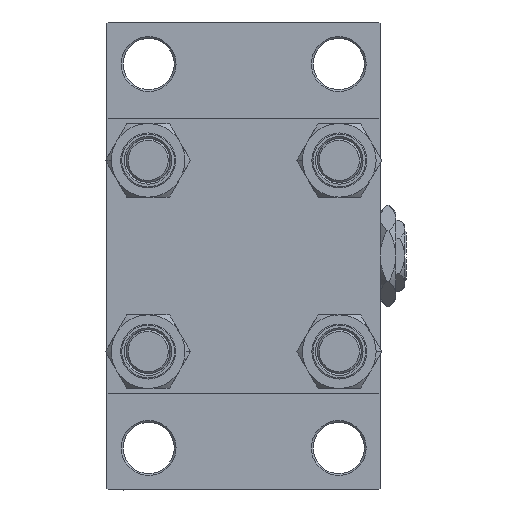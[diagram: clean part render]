
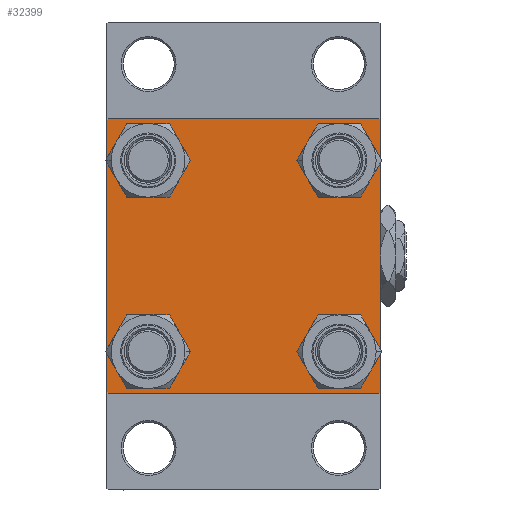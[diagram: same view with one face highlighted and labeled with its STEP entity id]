
A CAD part, left-side view. The second image highlights one B-rep face of the part: STEP entity #32399.
In plain terms, the highlighted planar face has unit normal (-1, 0, 0).
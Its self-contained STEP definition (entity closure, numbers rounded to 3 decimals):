
#225 = LINE ( 'NONE', #38109, #48315 ) ;
#650 = VECTOR ( 'NONE', #10350, 1000. ) ;
#1276 = VERTEX_POINT ( 'NONE', #40328 ) ;
#2910 = FACE_BOUND ( 'NONE', #7168, .T. ) ;
#3101 = ORIENTED_EDGE ( 'NONE', *, *, #39375, .T. ) ;
#3303 = CARTESIAN_POINT ( 'NONE',  ( 0., -26.15, 26.15 ) ) ;
#3349 = VERTEX_POINT ( 'NONE', #11553 ) ;
#3449 = EDGE_LOOP ( 'NONE', ( #35734, #21042 ) ) ;
#4009 = DIRECTION ( 'NONE',  ( 0., 0., -1. ) ) ;
#4210 = CARTESIAN_POINT ( 'NONE',  ( 0., -26.15, 26.15 ) ) ;
#4372 = CIRCLE ( 'NONE', #21197, 6.5 ) ;
#4442 = VECTOR ( 'NONE', #25306, 1000. ) ;
#4449 = VERTEX_POINT ( 'NONE', #44668 ) ;
#4836 = DIRECTION ( 'NONE',  ( 0., 0., 1. ) ) ;
#4938 = CARTESIAN_POINT ( 'NONE',  ( 0., -37.25, -37.25 ) ) ;
#5027 = CARTESIAN_POINT ( 'NONE',  ( 0., -26.15, 19.65 ) ) ;
#5289 = CIRCLE ( 'NONE', #44287, 6.5 ) ;
#5349 = CARTESIAN_POINT ( 'NONE',  ( 0., -37.5, -37. ) ) ;
#5659 = AXIS2_PLACEMENT_3D ( 'NONE', #13389, #13876, #44041 ) ;
#6057 = VECTOR ( 'NONE', #42576, 1000. ) ;
#6069 = EDGE_CURVE ( 'NONE', #17757, #1276, #46263, .T. ) ;
#6479 = LINE ( 'NONE', #25653, #30088 ) ;
#6637 = DIRECTION ( 'NONE',  ( 0., 0., 1. ) ) ;
#6643 = DIRECTION ( 'NONE',  ( 0., 0., 1. ) ) ;
#7168 = EDGE_LOOP ( 'NONE', ( #34017, #28462 ) ) ;
#7258 = VERTEX_POINT ( 'NONE', #38468 ) ;
#7622 = ORIENTED_EDGE ( 'NONE', *, *, #19750, .T. ) ;
#7669 = AXIS2_PLACEMENT_3D ( 'NONE', #4210, #14943, #23382 ) ;
#7993 = CARTESIAN_POINT ( 'NONE',  ( 0., 37.5, 37.5 ) ) ;
#8462 = CARTESIAN_POINT ( 'NONE',  ( 0., 37.25, 37.25 ) ) ;
#8521 = VERTEX_POINT ( 'NONE', #15744 ) ;
#8608 = AXIS2_PLACEMENT_3D ( 'NONE', #9622, #47260, #24573 ) ;
#8685 = CARTESIAN_POINT ( 'NONE',  ( 0., 26.15, -19.65 ) ) ;
#9622 = CARTESIAN_POINT ( 'NONE',  ( 0., 26.15, 26.15 ) ) ;
#10350 = DIRECTION ( 'NONE',  ( 0., -1., 0. ) ) ;
#11553 = CARTESIAN_POINT ( 'NONE',  ( 0., 26.15, -32.65 ) ) ;
#11815 = VECTOR ( 'NONE', #42366, 1000. ) ;
#11990 = LINE ( 'NONE', #7993, #46635 ) ;
#12177 = LINE ( 'NONE', #4938, #6057 ) ;
#13162 = DIRECTION ( 'NONE',  ( 1., 0., 0. ) ) ;
#13389 = CARTESIAN_POINT ( 'NONE',  ( 0., -26.15, -26.15 ) ) ;
#13876 = DIRECTION ( 'NONE',  ( 1., 0., 0. ) ) ;
#14248 = ORIENTED_EDGE ( 'NONE', *, *, #23119, .T. ) ;
#14495 = EDGE_LOOP ( 'NONE', ( #26603, #18593 ) ) ;
#14530 = CARTESIAN_POINT ( 'NONE',  ( 0., -37.5, 37.5 ) ) ;
#14943 = DIRECTION ( 'NONE',  ( 1., 0., 0. ) ) ;
#15018 = CIRCLE ( 'NONE', #36499, 6.5 ) ;
#15658 = AXIS2_PLACEMENT_3D ( 'NONE', #3303, #41672, #18499 ) ;
#15744 = CARTESIAN_POINT ( 'NONE',  ( 0., 37., 37.5 ) ) ;
#16397 = VERTEX_POINT ( 'NONE', #42218 ) ;
#17089 = LINE ( 'NONE', #32292, #650 ) ;
#17578 = EDGE_LOOP ( 'NONE', ( #25555, #20129 ) ) ;
#17715 = EDGE_CURVE ( 'NONE', #7258, #19518, #4372, .T. ) ;
#17722 = CARTESIAN_POINT ( 'NONE',  ( 0., -37., -37.5 ) ) ;
#17757 = VERTEX_POINT ( 'NONE', #39717 ) ;
#18249 = CARTESIAN_POINT ( 'NONE',  ( 0., 37.5, -37. ) ) ;
#18261 = LINE ( 'NONE', #14530, #33837 ) ;
#18351 = PLANE ( 'NONE',  #31555 ) ;
#18499 = DIRECTION ( 'NONE',  ( 0., 0., 1. ) ) ;
#18593 = ORIENTED_EDGE ( 'NONE', *, *, #25891, .T. ) ;
#18763 = EDGE_CURVE ( 'NONE', #4449, #36673, #18261, .T. ) ;
#19518 = VERTEX_POINT ( 'NONE', #38557 ) ;
#19734 = CIRCLE ( 'NONE', #8608, 6.5 ) ;
#19750 = EDGE_CURVE ( 'NONE', #31467, #29691, #48249, .T. ) ;
#20129 = ORIENTED_EDGE ( 'NONE', *, *, #35441, .T. ) ;
#21042 = ORIENTED_EDGE ( 'NONE', *, *, #6069, .T. ) ;
#21197 = AXIS2_PLACEMENT_3D ( 'NONE', #26764, #31010, #4836 ) ;
#21223 = EDGE_CURVE ( 'NONE', #43626, #24566, #25987, .T. ) ;
#21834 = FACE_BOUND ( 'NONE', #17578, .T. ) ;
#22395 = VERTEX_POINT ( 'NONE', #32917 ) ;
#23119 = EDGE_CURVE ( 'NONE', #45048, #31467, #225, .T. ) ;
#23325 = ORIENTED_EDGE ( 'NONE', *, *, #34766, .T. ) ;
#23382 = DIRECTION ( 'NONE',  ( 0., 0., 1. ) ) ;
#24212 = ORIENTED_EDGE ( 'NONE', *, *, #40072, .F. ) ;
#24566 = VERTEX_POINT ( 'NONE', #5027 ) ;
#24573 = DIRECTION ( 'NONE',  ( 0., 0., 1. ) ) ;
#25076 = FACE_BOUND ( 'NONE', #3449, .T. ) ;
#25275 = EDGE_CURVE ( 'NONE', #19518, #7258, #19734, .T. ) ;
#25306 = DIRECTION ( 'NONE',  ( 0., -1., 0. ) ) ;
#25555 = ORIENTED_EDGE ( 'NONE', *, *, #21223, .T. ) ;
#25571 = FACE_BOUND ( 'NONE', #14495, .T. ) ;
#25653 = CARTESIAN_POINT ( 'NONE',  ( 0., -37.25, 37.25 ) ) ;
#25891 = EDGE_CURVE ( 'NONE', #3349, #35543, #15018, .T. ) ;
#25987 = CIRCLE ( 'NONE', #15658, 6.5 ) ;
#26118 = EDGE_CURVE ( 'NONE', #8521, #16397, #38374, .T. ) ;
#26261 = AXIS2_PLACEMENT_3D ( 'NONE', #47794, #13162, #31858 ) ;
#26478 = CARTESIAN_POINT ( 'NONE',  ( 0., 26.15, -26.15 ) ) ;
#26603 = ORIENTED_EDGE ( 'NONE', *, *, #31810, .T. ) ;
#26764 = CARTESIAN_POINT ( 'NONE',  ( 0., 26.15, 26.15 ) ) ;
#28455 = ORIENTED_EDGE ( 'NONE', *, *, #34226, .T. ) ;
#28462 = ORIENTED_EDGE ( 'NONE', *, *, #25275, .T. ) ;
#29691 = VERTEX_POINT ( 'NONE', #17722 ) ;
#30088 = VECTOR ( 'NONE', #35899, 1000. ) ;
#31010 = DIRECTION ( 'NONE',  ( 1., 0., 0. ) ) ;
#31467 = VERTEX_POINT ( 'NONE', #33739 ) ;
#31555 = AXIS2_PLACEMENT_3D ( 'NONE', #32820, #33556, #6643 ) ;
#31810 = EDGE_CURVE ( 'NONE', #35543, #3349, #5289, .T. ) ;
#31858 = DIRECTION ( 'NONE',  ( 0., 0., 1. ) ) ;
#32292 = CARTESIAN_POINT ( 'NONE',  ( 0., 37.5, 37.5 ) ) ;
#32399 = ADVANCED_FACE ( 'NONE', ( #21834, #25076, #25571, #2910, #48018 ), #18351, .T. ) ;
#32820 = CARTESIAN_POINT ( 'NONE',  ( 0., 0., 0. ) ) ;
#32917 = CARTESIAN_POINT ( 'NONE',  ( 0., -37., 37.5 ) ) ;
#33420 = ORIENTED_EDGE ( 'NONE', *, *, #18763, .F. ) ;
#33556 = DIRECTION ( 'NONE',  ( -1., 0., 0. ) ) ;
#33739 = CARTESIAN_POINT ( 'NONE',  ( 0., 37., -37.5 ) ) ;
#33837 = VECTOR ( 'NONE', #41197, 1000. ) ;
#34017 = ORIENTED_EDGE ( 'NONE', *, *, #17715, .T. ) ;
#34226 = EDGE_CURVE ( 'NONE', #16397, #45048, #11990, .T. ) ;
#34766 = EDGE_CURVE ( 'NONE', #29691, #36673, #12177, .T. ) ;
#35441 = EDGE_CURVE ( 'NONE', #24566, #43626, #38692, .T. ) ;
#35543 = VERTEX_POINT ( 'NONE', #8685 ) ;
#35734 = ORIENTED_EDGE ( 'NONE', *, *, #44506, .T. ) ;
#35899 = DIRECTION ( 'NONE',  ( 0., 0.707, 0.707 ) ) ;
#36499 = AXIS2_PLACEMENT_3D ( 'NONE', #26478, #41687, #38439 ) ;
#36548 = CARTESIAN_POINT ( 'NONE',  ( 0., 26.15, -26.15 ) ) ;
#36673 = VERTEX_POINT ( 'NONE', #5349 ) ;
#37272 = CARTESIAN_POINT ( 'NONE',  ( 0., 37.5, -37.5 ) ) ;
#38109 = CARTESIAN_POINT ( 'NONE',  ( 0., 37.25, -37.25 ) ) ;
#38374 = LINE ( 'NONE', #8462, #11815 ) ;
#38439 = DIRECTION ( 'NONE',  ( 0., 0., 1. ) ) ;
#38468 = CARTESIAN_POINT ( 'NONE',  ( 0., 26.15, 32.65 ) ) ;
#38557 = CARTESIAN_POINT ( 'NONE',  ( 0., 26.15, 19.65 ) ) ;
#38692 = CIRCLE ( 'NONE', #7669, 6.5 ) ;
#39375 = EDGE_CURVE ( 'NONE', #4449, #22395, #6479, .T. ) ;
#39717 = CARTESIAN_POINT ( 'NONE',  ( 0., -26.15, -32.65 ) ) ;
#40072 = EDGE_CURVE ( 'NONE', #8521, #22395, #17089, .T. ) ;
#40101 = EDGE_LOOP ( 'NONE', ( #28455, #14248, #7622, #23325, #33420, #3101, #24212, #42014 ) ) ;
#40328 = CARTESIAN_POINT ( 'NONE',  ( 0., -26.15, -19.65 ) ) ;
#41197 = DIRECTION ( 'NONE',  ( 0., 0., -1. ) ) ;
#41672 = DIRECTION ( 'NONE',  ( 1., 0., 0. ) ) ;
#41687 = DIRECTION ( 'NONE',  ( 1., 0., 0. ) ) ;
#42014 = ORIENTED_EDGE ( 'NONE', *, *, #26118, .T. ) ;
#42097 = DIRECTION ( 'NONE',  ( 0., -0.707, -0.707 ) ) ;
#42218 = CARTESIAN_POINT ( 'NONE',  ( 0., 37.5, 37. ) ) ;
#42366 = DIRECTION ( 'NONE',  ( 0., 0.707, -0.707 ) ) ;
#42576 = DIRECTION ( 'NONE',  ( 0., -0.707, 0.707 ) ) ;
#43626 = VERTEX_POINT ( 'NONE', #44808 ) ;
#44041 = DIRECTION ( 'NONE',  ( 0., 0., 1. ) ) ;
#44287 = AXIS2_PLACEMENT_3D ( 'NONE', #36548, #44777, #6637 ) ;
#44506 = EDGE_CURVE ( 'NONE', #1276, #17757, #46979, .T. ) ;
#44668 = CARTESIAN_POINT ( 'NONE',  ( 0., -37.5, 37. ) ) ;
#44777 = DIRECTION ( 'NONE',  ( 1., 0., 0. ) ) ;
#44808 = CARTESIAN_POINT ( 'NONE',  ( 0., -26.15, 32.65 ) ) ;
#45048 = VERTEX_POINT ( 'NONE', #18249 ) ;
#46263 = CIRCLE ( 'NONE', #5659, 6.5 ) ;
#46635 = VECTOR ( 'NONE', #4009, 1000. ) ;
#46979 = CIRCLE ( 'NONE', #26261, 6.5 ) ;
#47260 = DIRECTION ( 'NONE',  ( 1., 0., 0. ) ) ;
#47794 = CARTESIAN_POINT ( 'NONE',  ( 0., -26.15, -26.15 ) ) ;
#48018 = FACE_OUTER_BOUND ( 'NONE', #40101, .T. ) ;
#48249 = LINE ( 'NONE', #37272, #4442 ) ;
#48315 = VECTOR ( 'NONE', #42097, 1000. ) ;
